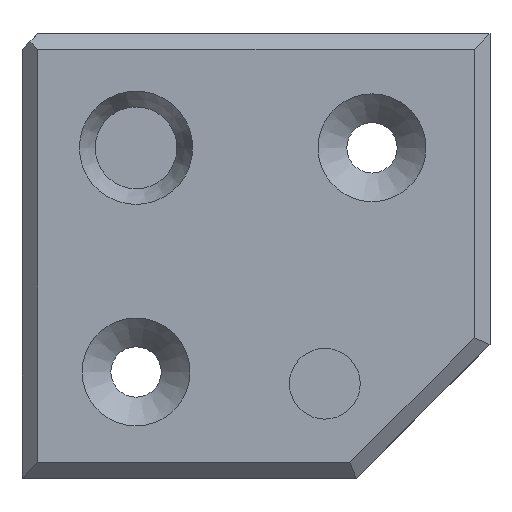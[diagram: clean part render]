
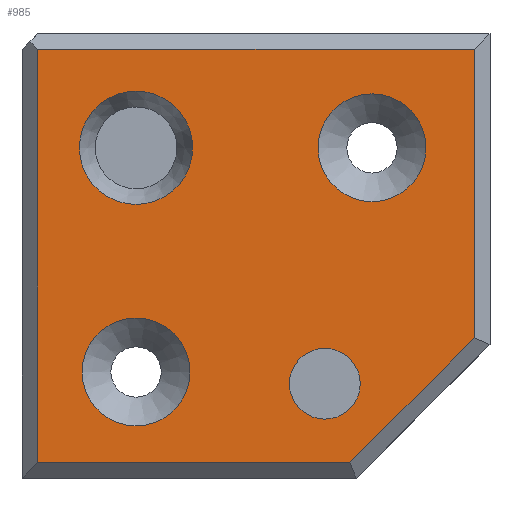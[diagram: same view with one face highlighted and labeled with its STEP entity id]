
A CAD part, top view. The second image highlights one B-rep face of the part: STEP entity #985.
In plain terms, the highlighted planar face has unit normal (0, 0, 1).
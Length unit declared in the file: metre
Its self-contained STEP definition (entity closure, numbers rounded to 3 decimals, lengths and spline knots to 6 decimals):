
#69=CIRCLE('',#1062,0.006855);
#70=CIRCLE('',#1063,0.006855);
#71=CIRCLE('',#1064,0.0072);
#72=CIRCLE('',#1065,0.0045);
#109=ORIENTED_EDGE('',*,*,#387,.F.);
#110=ORIENTED_EDGE('',*,*,#388,.F.);
#111=ORIENTED_EDGE('',*,*,#389,.F.);
#112=ORIENTED_EDGE('',*,*,#390,.F.);
#113=ORIENTED_EDGE('',*,*,#391,.T.);
#114=ORIENTED_EDGE('',*,*,#392,.T.);
#115=ORIENTED_EDGE('',*,*,#393,.T.);
#116=ORIENTED_EDGE('',*,*,#394,.T.);
#117=ORIENTED_EDGE('',*,*,#395,.T.);
#387=EDGE_CURVE('',#526,#526,#69,.T.);
#388=EDGE_CURVE('',#527,#527,#70,.T.);
#389=EDGE_CURVE('',#528,#528,#71,.T.);
#390=EDGE_CURVE('',#529,#529,#72,.T.);
#391=EDGE_CURVE('',#530,#531,#613,.T.);
#392=EDGE_CURVE('',#531,#532,#614,.T.);
#393=EDGE_CURVE('',#532,#533,#615,.T.);
#394=EDGE_CURVE('',#533,#534,#616,.T.);
#395=EDGE_CURVE('',#534,#530,#617,.T.);
#526=VERTEX_POINT('',#1428);
#527=VERTEX_POINT('',#1430);
#528=VERTEX_POINT('',#1432);
#529=VERTEX_POINT('',#1434);
#530=VERTEX_POINT('',#1436);
#531=VERTEX_POINT('',#1437);
#532=VERTEX_POINT('',#1439);
#533=VERTEX_POINT('',#1441);
#534=VERTEX_POINT('',#1443);
#613=LINE('',#1435,#707);
#614=LINE('',#1438,#708);
#615=LINE('',#1440,#709);
#616=LINE('',#1442,#710);
#617=LINE('',#1444,#711);
#707=VECTOR('',#1165,1.);
#708=VECTOR('',#1166,1.);
#709=VECTOR('',#1167,1.);
#710=VECTOR('',#1168,1.);
#711=VECTOR('',#1169,1.);
#793=EDGE_LOOP('',(#109));
#794=EDGE_LOOP('',(#110));
#795=EDGE_LOOP('',(#111));
#796=EDGE_LOOP('',(#112));
#797=EDGE_LOOP('',(#113,#114,#115,#116,#117));
#872=FACE_BOUND('',#793,.T.);
#873=FACE_BOUND('',#794,.T.);
#874=FACE_BOUND('',#795,.T.);
#875=FACE_BOUND('',#796,.T.);
#876=FACE_BOUND('',#797,.T.);
#946=PLANE('',#1061);
#985=ADVANCED_FACE('',(#872,#873,#874,#875,#876),#946,.T.);
#1061=AXIS2_PLACEMENT_3D('',#1426,#1155,#1156);
#1062=AXIS2_PLACEMENT_3D('',#1427,#1157,#1158);
#1063=AXIS2_PLACEMENT_3D('',#1429,#1159,#1160);
#1064=AXIS2_PLACEMENT_3D('',#1431,#1161,#1162);
#1065=AXIS2_PLACEMENT_3D('',#1433,#1163,#1164);
#1155=DIRECTION('',(0.,0.,1.));
#1156=DIRECTION('',(1.,0.,0.));
#1157=DIRECTION('',(0.,0.,1.));
#1158=DIRECTION('',(1.,0.,0.));
#1159=DIRECTION('',(0.,0.,1.));
#1160=DIRECTION('',(1.,0.,0.));
#1161=DIRECTION('',(0.,0.,1.));
#1162=DIRECTION('',(1.,0.,0.));
#1163=DIRECTION('',(0.,0.,1.));
#1164=DIRECTION('',(1.,0.,0.));
#1165=DIRECTION('',(-1.,0.,0.));
#1166=DIRECTION('',(0.,-1.,0.));
#1167=DIRECTION('',(1.,0.,0.));
#1168=DIRECTION('',(0.707,0.707,0.));
#1169=DIRECTION('',(0.,1.,0.));
#1426=CARTESIAN_POINT('',(0.,0.0015,0.036));
#1427=CARTESIAN_POINT('',(-0.015,-0.0135,0.036));
#1428=CARTESIAN_POINT('',(-0.008145,-0.0135,0.036));
#1429=CARTESIAN_POINT('',(0.015,0.015,0.036));
#1430=CARTESIAN_POINT('',(0.021855,0.015,0.036));
#1431=CARTESIAN_POINT('',(-0.015,0.015,0.036));
#1432=CARTESIAN_POINT('',(-0.0078,0.015,0.036));
#1433=CARTESIAN_POINT('',(0.009,-0.015,0.036));
#1434=CARTESIAN_POINT('',(0.0135,-0.015,0.036));
#1435=CARTESIAN_POINT('',(-0.0295,0.0275,0.036));
#1436=CARTESIAN_POINT('',(0.028,0.0275,0.036));
#1437=CARTESIAN_POINT('',(-0.0275,0.0275,0.036));
#1438=CARTESIAN_POINT('',(-0.0275,-0.025,0.036));
#1439=CARTESIAN_POINT('',(-0.0275,-0.025,0.036));
#1440=CARTESIAN_POINT('',(0.013,-0.025,0.036));
#1441=CARTESIAN_POINT('',(0.012172,-0.025,0.036));
#1442=CARTESIAN_POINT('',(0.019336,-0.017836,0.036));
#1443=CARTESIAN_POINT('',(0.028,-0.009172,0.036));
#1444=CARTESIAN_POINT('',(0.028,0.0015,0.036));
